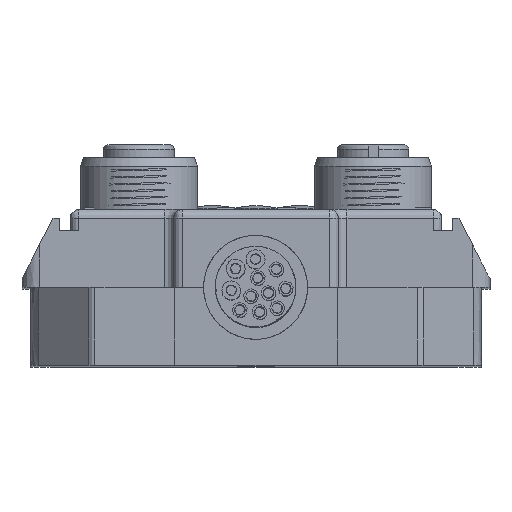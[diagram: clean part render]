
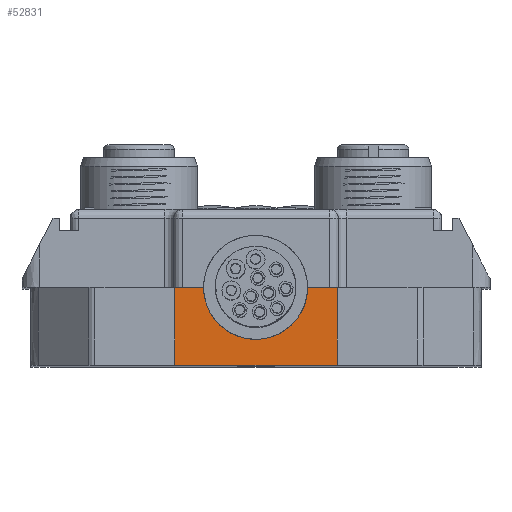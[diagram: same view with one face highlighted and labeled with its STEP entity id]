
A CAD part, top view. The second image highlights one B-rep face of the part: STEP entity #52831.
In plain terms, the highlighted free-form (B-spline) face has degree [1, 1] with [2, 2] control points.
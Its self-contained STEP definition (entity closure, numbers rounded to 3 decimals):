
#2108=CARTESIAN_POINT('',(9.4,0.,-25.05));
#2109=VERTEX_POINT('',#2108);
#2110=CARTESIAN_POINT('',(-9.4,0.,-25.05));
#2111=VERTEX_POINT('',#2110);
#2112=CARTESIAN_POINT('',(9.4,0.,-25.05));
#2113=CARTESIAN_POINT('',(-9.4,0.,-25.05));
#2114=B_SPLINE_CURVE_WITH_KNOTS('',1,(#2112,#2113),.POLYLINE_FORM.,.F.,.U.,(2,2),(0.,1.),.UNSPECIFIED.);
#2115=EDGE_CURVE('',#2109,#2111,#2114,.T.);
#52676=CARTESIAN_POINT('',(-9.4,9.,-25.05));
#52677=VERTEX_POINT('',#52676);
#52678=CARTESIAN_POINT('',(-9.4,0.,-25.05));
#52679=CARTESIAN_POINT('',(-9.4,9.,-25.05));
#52680=B_SPLINE_CURVE_WITH_KNOTS('',1,(#52678,#52679),.POLYLINE_FORM.,.F.,.U.,(2,2),(0.,1.),.UNSPECIFIED.);
#52681=EDGE_CURVE('',#2111,#52677,#52680,.T.);
#52697=CARTESIAN_POINT('',(9.4,9.,-25.05));
#52698=VERTEX_POINT('',#52697);
#52704=CARTESIAN_POINT('',(9.4,9.,-25.05));
#52705=CARTESIAN_POINT('',(9.4,0.,-25.05));
#52706=B_SPLINE_CURVE_WITH_KNOTS('',1,(#52704,#52705),.POLYLINE_FORM.,.F.,.U.,(2,2),(0.,1.),.UNSPECIFIED.);
#52707=EDGE_CURVE('',#52698,#2109,#52706,.T.);
#52720=CARTESIAN_POINT('',(5.95,9.,-25.05));
#52721=VERTEX_POINT('',#52720);
#52727=CARTESIAN_POINT('',(5.95,9.,-25.05));
#52728=CARTESIAN_POINT('',(9.4,9.,-25.05));
#52729=B_SPLINE_CURVE_WITH_KNOTS('',1,(#52727,#52728),.POLYLINE_FORM.,.F.,.U.,(2,2),(0.,1.),.UNSPECIFIED.);
#52730=EDGE_CURVE('',#52721,#52698,#52729,.T.);
#52783=CARTESIAN_POINT('',(-6.05,9.,-25.05));
#52784=VERTEX_POINT('',#52783);
#52790=CARTESIAN_POINT('',(-6.05,9.,-25.05));
#52791=CARTESIAN_POINT('',(-6.05,3.,-25.05));
#52792=CARTESIAN_POINT('',(-0.05,3.,-25.05));
#52793=CARTESIAN_POINT('',(5.95,3.,-25.05));
#52794=CARTESIAN_POINT('',(5.95,9.,-25.05));
#52795=(BOUNDED_CURVE()B_SPLINE_CURVE(2,(#52790,#52791,#52792,#52793,#52794),.CIRCULAR_ARC.,.F.,.U.)B_SPLINE_CURVE_WITH_KNOTS((3,2,3),(0.,0.5,1.),.UNSPECIFIED.)CURVE()GEOMETRIC_REPRESENTATION_ITEM()RATIONAL_B_SPLINE_CURVE((1.,0.707,1.,0.707,1.))REPRESENTATION_ITEM(''));
#52796=EDGE_CURVE('',#52784,#52721,#52795,.T.);
#52809=CARTESIAN_POINT('',(-9.4,9.,-25.05));
#52810=CARTESIAN_POINT('',(-6.05,9.,-25.05));
#52811=B_SPLINE_CURVE_WITH_KNOTS('',1,(#52809,#52810),.POLYLINE_FORM.,.F.,.U.,(2,2),(0.,1.),.UNSPECIFIED.);
#52812=EDGE_CURVE('',#52677,#52784,#52811,.T.);
#52818=CARTESIAN_POINT('',(25.294,34.344,-25.05));
#52819=CARTESIAN_POINT('',(25.294,-16.344,-25.05));
#52820=CARTESIAN_POINT('',(-25.394,34.344,-25.05));
#52821=CARTESIAN_POINT('',(-25.394,-16.344,-25.05));
#52822=B_SPLINE_SURFACE_WITH_KNOTS('',1,1,((#52818,#52819),(#52820,#52821)),.PLANE_SURF.,.F.,.F.,.U.,(2,2),(2,2),(0.,1.),(0.,1.),.UNSPECIFIED.);
#52823=ORIENTED_EDGE('',*,*,#52681,.F.);
#52824=ORIENTED_EDGE('',*,*,#2115,.F.);
#52825=ORIENTED_EDGE('',*,*,#52707,.F.);
#52826=ORIENTED_EDGE('',*,*,#52730,.F.);
#52827=ORIENTED_EDGE('',*,*,#52796,.F.);
#52828=ORIENTED_EDGE('',*,*,#52812,.F.);
#52829=EDGE_LOOP('',(#52823,#52824,#52825,#52826,#52827,#52828));
#52830=FACE_OUTER_BOUND('',#52829,.T.);
#52831=ADVANCED_FACE('',(#52830),#52822,.T.);
